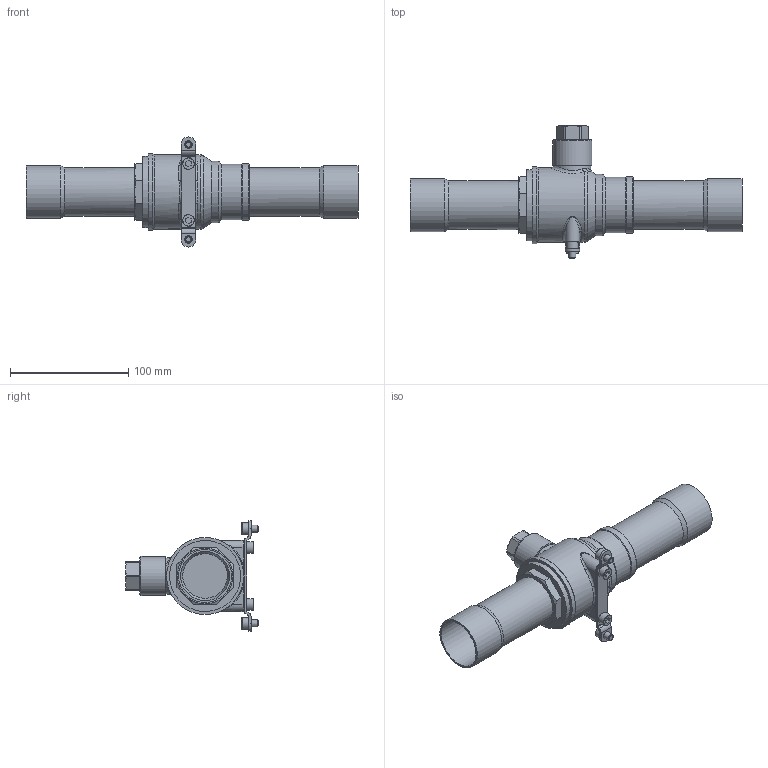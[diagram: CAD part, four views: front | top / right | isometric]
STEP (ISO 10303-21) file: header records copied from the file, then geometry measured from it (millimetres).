
FILE_DESCRIPTION(/* description */ (''),/* implementation_level */ '2;1');
FILE_NAME(/* name */ '009L7028R.stp',/* time_stamp */ '2022-08-24T13:59:42+03:00',/* author */ ('U403152'),/* organization */ (''),/* preprocessor_version */ 'ST-DEVELOPER v18.1',/* originating_system */ 'Autodesk Inventor 2020',/* authorisation */ '');
FILE_SCHEMA (('AUTOMOTIVE_DESIGN { 1 0 10303 214 3 1 1 }'));
Length unit declared in the file: millimetre
Products named in the file (1): Part1
Bounding box: 280.2 x 112.1 x 93 mm (x, y, z)
Volume: 212574.6 mm3; surface area: 93009.1 mm2
Topology: 1 solids, 8 shells, 471 faces, 1267 edges, 854 vertices
Faces by surface type: plane 183, bspline 164, cylinder 74, cone 27, torus 23
Full cylindrical faces by diameter (mm): 5 x2, 6 x4, 6.5 x4, 10 x4, 27 x1, 29.5 x1, 33 x1, 37.7 x2, 41.3 x2, 41.5 x2, 44.8 x2, 47 x1, 48 x1, 52 x1, 60 x1, 63 x1, 65 x1
Entity records: 25602 total; most frequent: CARTESIAN_POINT 14545, ORIENTED_EDGE 2530, DIRECTION 1908, EDGE_CURVE 1265, VERTEX_POINT 854, AXIS2_PLACEMENT_3D 688, LINE 532, VECTOR 532
